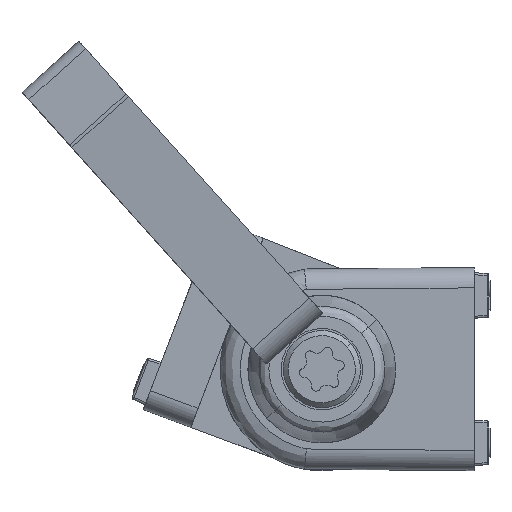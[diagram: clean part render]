
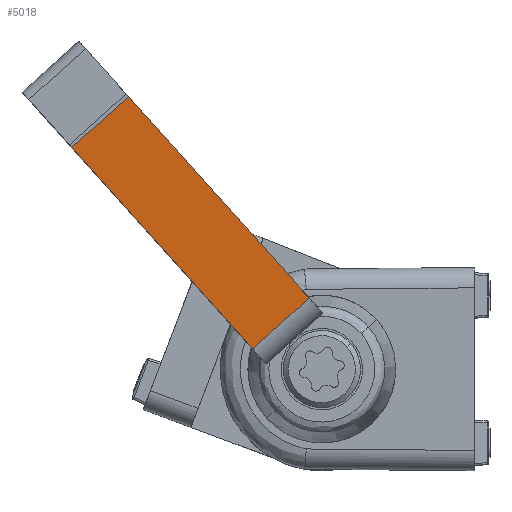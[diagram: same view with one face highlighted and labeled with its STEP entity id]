
A CAD part, left-side view. The second image highlights one B-rep face of the part: STEP entity #5018.
In plain terms, the highlighted face is planar.
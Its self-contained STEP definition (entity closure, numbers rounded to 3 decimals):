
#468=B_SPLINE_CURVE_WITH_KNOTS('',3,(#9177,#9178,#9179,#9180),
 .UNSPECIFIED.,.F.,.F.,(4,4),(0.,1.),.UNSPECIFIED.);
#469=B_SPLINE_CURVE_WITH_KNOTS('',3,(#9181,#9182,#9183,#9184),
 .UNSPECIFIED.,.F.,.F.,(4,4),(0.,1.),.UNSPECIFIED.);
#846=FACE_OUTER_BOUND('',#1157,.T.);
#1157=EDGE_LOOP('',(#4404,#4405,#4406,#4407));
#1519=LINE('',#9114,#1908);
#1538=LINE('',#9174,#1927);
#1908=VECTOR('',#7135,1000.);
#1927=VECTOR('',#7188,1000.);
#2380=VERTEX_POINT('',#9107);
#2383=VERTEX_POINT('',#9112);
#2400=VERTEX_POINT('',#9171);
#2401=VERTEX_POINT('',#9173);
#3061=EDGE_CURVE('',#2380,#2383,#1519,.T.);
#3086=EDGE_CURVE('',#2401,#2400,#1538,.T.);
#3088=EDGE_CURVE('',#2380,#2400,#468,.T.);
#3089=EDGE_CURVE('',#2401,#2383,#469,.T.);
#4404=ORIENTED_EDGE('',*,*,#3088,.F.);
#4405=ORIENTED_EDGE('',*,*,#3061,.T.);
#4406=ORIENTED_EDGE('',*,*,#3089,.F.);
#4407=ORIENTED_EDGE('',*,*,#3086,.T.);
#4746=PLANE('',#5774);
#5018=ADVANCED_FACE('',(#846),#4746,.T.);
#5774=AXIS2_PLACEMENT_3D('',#9176,#7191,#7192);
#7135=DIRECTION('',(0.,0.,1.));
#7188=DIRECTION('',(0.,0.,-1.));
#7191=DIRECTION('center_axis',(0.982,-0.188,0.));
#7192=DIRECTION('ref_axis',(0.,0.,-1.));
#9107=CARTESIAN_POINT('',(39.703,47.672,-3.75));
#9112=CARTESIAN_POINT('',(39.703,47.672,3.75));
#9114=CARTESIAN_POINT('',(39.703,47.672,-3.75));
#9171=CARTESIAN_POINT('',(34.613,21.04,-3.75));
#9173=CARTESIAN_POINT('',(34.613,21.04,3.75));
#9174=CARTESIAN_POINT('',(34.613,21.04,-3.75));
#9176=CARTESIAN_POINT('Origin',(34.613,21.04,-3.75));
#9177=CARTESIAN_POINT('Ctrl Pts',(39.703,47.672,-3.75));
#9178=CARTESIAN_POINT('Ctrl Pts',(38.006,38.794,-3.75));
#9179=CARTESIAN_POINT('Ctrl Pts',(36.31,29.917,-3.75));
#9180=CARTESIAN_POINT('Ctrl Pts',(34.613,21.04,-3.75));
#9181=CARTESIAN_POINT('Ctrl Pts',(34.613,21.04,3.75));
#9182=CARTESIAN_POINT('Ctrl Pts',(36.31,29.917,3.75));
#9183=CARTESIAN_POINT('Ctrl Pts',(38.006,38.794,3.75));
#9184=CARTESIAN_POINT('Ctrl Pts',(39.703,47.672,3.75));
